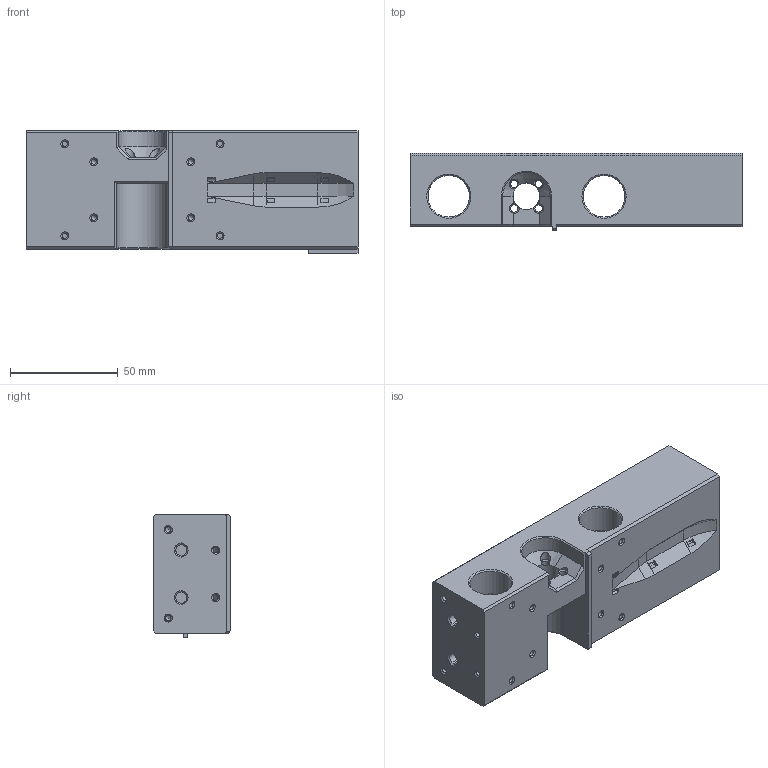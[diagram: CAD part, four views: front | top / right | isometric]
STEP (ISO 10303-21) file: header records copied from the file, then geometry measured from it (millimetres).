
FILE_DESCRIPTION(('FreeCAD Model'),'2;1');
FILE_NAME('Open CASCADE Shape Model','2024-06-08T19:24:36',(''),(''), 'Open CASCADE STEP processor 7.6','FreeCAD','Unknown');
FILE_SCHEMA(('AUTOMOTIVE_DESIGN { 1 0 10303 214 1 1 1 1 }'));
Length unit declared in the file: millimetre
Products named in the file (1): X-Sled
Bounding box: 154 x 36 x 57 mm (x, y, z)
Volume: 218684.8 mm3; surface area: 42144.8 mm2
Topology: 1 solids, 1 shells, 278 faces, 700 edges, 424 vertices
Faces by surface type: plane 107, cylinder 84, cone 55, torus 26, bspline 6
Full cylindrical faces by diameter (mm): 2.5 x17, 3.4 x4, 12.4 x1, 19.3 x4, 22.3 x2
Entity records: 9402 total; most frequent: CARTESIAN_POINT 2657, DIRECTION 1426, ORIENTED_EDGE 1378, EDGE_CURVE 689, AXIS2_PLACEMENT_3D 511, VERTEX_POINT 424, LINE 404, VECTOR 404
